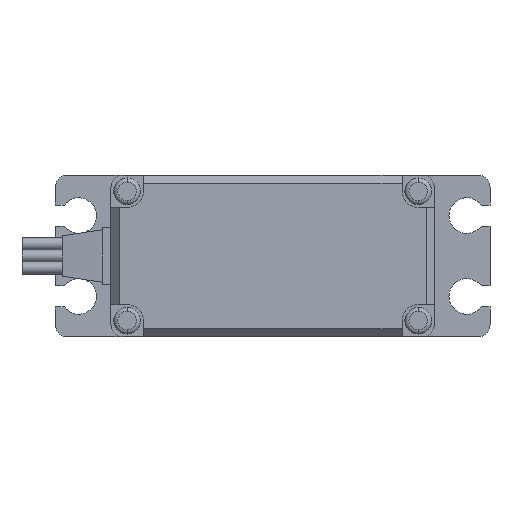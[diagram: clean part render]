
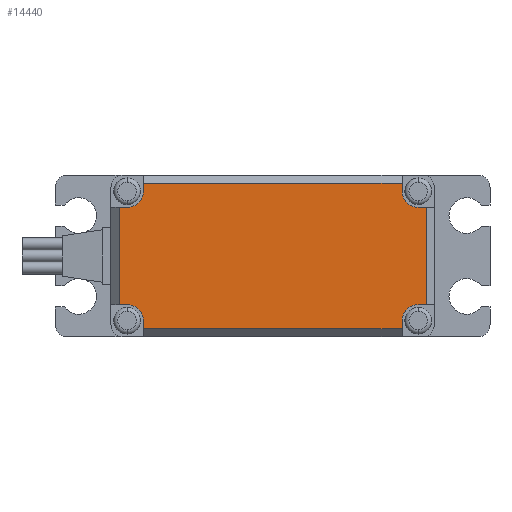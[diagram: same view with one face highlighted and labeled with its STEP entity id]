
A CAD part, front view. The second image highlights one B-rep face of the part: STEP entity #14440.
In plain terms, the highlighted planar face has unit normal (0, -1, 0).
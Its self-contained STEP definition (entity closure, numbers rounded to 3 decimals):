
#44 = EDGE_CURVE ( 'NONE', #177, #2090, #14902, .T. ) ;
#109 = CARTESIAN_POINT ( 'NONE',  ( 18., -27.5, -6. ) ) ;
#177 = VERTEX_POINT ( 'NONE', #17965 ) ;
#308 = AXIS2_PLACEMENT_3D ( 'NONE', #16858, #6400, #7892 ) ;
#473 = CARTESIAN_POINT ( 'NONE',  ( 16., -27.5, -9. ) ) ;
#637 = VECTOR ( 'NONE', #12155, 1000. ) ;
#705 = CIRCLE ( 'NONE', #308, 2. ) ;
#891 = VECTOR ( 'NONE', #12648, 1000. ) ;
#1122 = VERTEX_POINT ( 'NONE', #6321 ) ;
#1161 = LINE ( 'NONE', #14004, #10412 ) ;
#1176 = CIRCLE ( 'NONE', #13546, 2. ) ;
#1406 = LINE ( 'NONE', #6604, #15733 ) ;
#1411 = LINE ( 'NONE', #4137, #3254 ) ;
#1494 = VECTOR ( 'NONE', #18500, 1000. ) ;
#1549 = AXIS2_PLACEMENT_3D ( 'NONE', #14704, #2992, #4545 ) ;
#1723 = VERTEX_POINT ( 'NONE', #3573 ) ;
#1778 = CARTESIAN_POINT ( 'NONE',  ( 19., -27.5, -6. ) ) ;
#2090 = VERTEX_POINT ( 'NONE', #473 ) ;
#2327 = VECTOR ( 'NONE', #12012, 1000. ) ;
#2333 = LINE ( 'NONE', #12852, #8111 ) ;
#2366 = ORIENTED_EDGE ( 'NONE', *, *, #12131, .F. ) ;
#2600 = EDGE_CURVE ( 'NONE', #11846, #1122, #1411, .T. ) ;
#2818 = DIRECTION ( 'NONE',  ( 0., 0., 1. ) ) ;
#2956 = EDGE_CURVE ( 'NONE', #3357, #5737, #11551, .T. ) ;
#2992 = DIRECTION ( 'NONE',  ( 0., -1., 0. ) ) ;
#3123 = CIRCLE ( 'NONE', #12708, 2. ) ;
#3254 = VECTOR ( 'NONE', #6994, 1000. ) ;
#3355 = ORIENTED_EDGE ( 'NONE', *, *, #44, .T. ) ;
#3357 = VERTEX_POINT ( 'NONE', #3667 ) ;
#3410 = LINE ( 'NONE', #17096, #891 ) ;
#3545 = CARTESIAN_POINT ( 'NONE',  ( -16., -27.5, -8. ) ) ;
#3573 = CARTESIAN_POINT ( 'NONE',  ( 19., -27.5, 6. ) ) ;
#3667 = CARTESIAN_POINT ( 'NONE',  ( -18., -27.5, -6. ) ) ;
#4050 = CARTESIAN_POINT ( 'NONE',  ( 18., -27.5, 8. ) ) ;
#4083 = LINE ( 'NONE', #7228, #6396 ) ;
#4116 = CARTESIAN_POINT ( 'NONE',  ( 18., -27.5, -6. ) ) ;
#4137 = CARTESIAN_POINT ( 'NONE',  ( -16., -27.5, 9. ) ) ;
#4268 = VERTEX_POINT ( 'NONE', #13272 ) ;
#4545 = DIRECTION ( 'NONE',  ( 0., 0., 1. ) ) ;
#4762 = VERTEX_POINT ( 'NONE', #3545 ) ;
#4906 = EDGE_CURVE ( 'NONE', #14923, #6689, #1176, .T. ) ;
#5182 = DIRECTION ( 'NONE',  ( 0., 0., -1. ) ) ;
#5243 = CARTESIAN_POINT ( 'NONE',  ( 18., -27.5, -8. ) ) ;
#5383 = EDGE_CURVE ( 'NONE', #11365, #1723, #3410, .T. ) ;
#5501 = ORIENTED_EDGE ( 'NONE', *, *, #2956, .F. ) ;
#5516 = DIRECTION ( 'NONE',  ( 0., 0., -1. ) ) ;
#5622 = ORIENTED_EDGE ( 'NONE', *, *, #17531, .F. ) ;
#5674 = ORIENTED_EDGE ( 'NONE', *, *, #5383, .T. ) ;
#5686 = VERTEX_POINT ( 'NONE', #7464 ) ;
#5725 = LINE ( 'NONE', #7821, #637 ) ;
#5737 = VERTEX_POINT ( 'NONE', #7589 ) ;
#6255 = LINE ( 'NONE', #4116, #9262 ) ;
#6321 = CARTESIAN_POINT ( 'NONE',  ( -16., -27.5, 9. ) ) ;
#6396 = VECTOR ( 'NONE', #2818, 1000. ) ;
#6400 = DIRECTION ( 'NONE',  ( 0., -1., 0. ) ) ;
#6454 = CIRCLE ( 'NONE', #1549, 2. ) ;
#6581 = CARTESIAN_POINT ( 'NONE',  ( -20., -27.5, -6. ) ) ;
#6604 = CARTESIAN_POINT ( 'NONE',  ( 16., -27.5, -10. ) ) ;
#6665 = DIRECTION ( 'NONE',  ( 0., 0., 1. ) ) ;
#6688 = PLANE ( 'NONE',  #13284 ) ;
#6689 = VERTEX_POINT ( 'NONE', #13995 ) ;
#6734 = ORIENTED_EDGE ( 'NONE', *, *, #12813, .F. ) ;
#6870 = ORIENTED_EDGE ( 'NONE', *, *, #14043, .F. ) ;
#6877 = EDGE_CURVE ( 'NONE', #7474, #5686, #3123, .T. ) ;
#6994 = DIRECTION ( 'NONE',  ( -1., 0., 0. ) ) ;
#7228 = CARTESIAN_POINT ( 'NONE',  ( -16., -27.5, 8. ) ) ;
#7230 = DIRECTION ( 'NONE',  ( -1., 0., 0. ) ) ;
#7257 = EDGE_LOOP ( 'NONE', ( #5622, #5674, #12430, #15223, #12358, #8890, #6870, #7372, #6734, #16565, #5501, #14042, #7584, #3355, #2366, #18710 ) ) ;
#7372 = ORIENTED_EDGE ( 'NONE', *, *, #12332, .F. ) ;
#7464 = CARTESIAN_POINT ( 'NONE',  ( 18., -27.5, 6. ) ) ;
#7474 = VERTEX_POINT ( 'NONE', #17488 ) ;
#7584 = ORIENTED_EDGE ( 'NONE', *, *, #17664, .F. ) ;
#7589 = CARTESIAN_POINT ( 'NONE',  ( -19., -27.5, -6. ) ) ;
#7706 = CARTESIAN_POINT ( 'NONE',  ( -16., -27.5, 8. ) ) ;
#7821 = CARTESIAN_POINT ( 'NONE',  ( 20., -27.5, 6. ) ) ;
#7892 = DIRECTION ( 'NONE',  ( 0., 0., -1. ) ) ;
#8061 = DIRECTION ( 'NONE',  ( -1., 0., 0. ) ) ;
#8111 = VECTOR ( 'NONE', #17333, 1000. ) ;
#8630 = DIRECTION ( 'NONE',  ( 0., -1., 0. ) ) ;
#8890 = ORIENTED_EDGE ( 'NONE', *, *, #2600, .T. ) ;
#9181 = VERTEX_POINT ( 'NONE', #10707 ) ;
#9262 = VECTOR ( 'NONE', #7230, 1000. ) ;
#9269 = VECTOR ( 'NONE', #5516, 1000. ) ;
#9974 = CARTESIAN_POINT ( 'NONE',  ( -19., -27.5, -6. ) ) ;
#10412 = VECTOR ( 'NONE', #10822, 1000. ) ;
#10707 = CARTESIAN_POINT ( 'NONE',  ( -18., -27.5, 6. ) ) ;
#10822 = DIRECTION ( 'NONE',  ( 0., 0., 1. ) ) ;
#11365 = VERTEX_POINT ( 'NONE', #1778 ) ;
#11551 = LINE ( 'NONE', #6581, #13425 ) ;
#11563 = CARTESIAN_POINT ( 'NONE',  ( 16., -27.5, -9. ) ) ;
#11846 = VERTEX_POINT ( 'NONE', #13220 ) ;
#12012 = DIRECTION ( 'NONE',  ( 1., 0., 0. ) ) ;
#12024 = VERTEX_POINT ( 'NONE', #7706 ) ;
#12131 = EDGE_CURVE ( 'NONE', #6689, #2090, #1406, .T. ) ;
#12155 = DIRECTION ( 'NONE',  ( 1., 0., 0. ) ) ;
#12243 = EDGE_CURVE ( 'NONE', #4268, #5737, #16183, .T. ) ;
#12332 = EDGE_CURVE ( 'NONE', #9181, #12024, #705, .T. ) ;
#12358 = ORIENTED_EDGE ( 'NONE', *, *, #17439, .F. ) ;
#12430 = ORIENTED_EDGE ( 'NONE', *, *, #18542, .F. ) ;
#12648 = DIRECTION ( 'NONE',  ( 0., 0., 1. ) ) ;
#12708 = AXIS2_PLACEMENT_3D ( 'NONE', #4050, #8630, #15924 ) ;
#12813 = EDGE_CURVE ( 'NONE', #4268, #9181, #18932, .T. ) ;
#12852 = CARTESIAN_POINT ( 'NONE',  ( 16., -27.5, 8. ) ) ;
#13220 = CARTESIAN_POINT ( 'NONE',  ( 16., -27.5, 9. ) ) ;
#13272 = CARTESIAN_POINT ( 'NONE',  ( -19., -27.5, 6. ) ) ;
#13284 = AXIS2_PLACEMENT_3D ( 'NONE', #18322, #15583, #16881 ) ;
#13337 = EDGE_CURVE ( 'NONE', #4762, #3357, #6454, .T. ) ;
#13425 = VECTOR ( 'NONE', #8061, 1000. ) ;
#13546 = AXIS2_PLACEMENT_3D ( 'NONE', #5243, #15496, #6665 ) ;
#13635 = CARTESIAN_POINT ( 'NONE',  ( -20., -27.5, 6. ) ) ;
#13995 = CARTESIAN_POINT ( 'NONE',  ( 16., -27.5, -8. ) ) ;
#14004 = CARTESIAN_POINT ( 'NONE',  ( -16., -27.5, -8. ) ) ;
#14042 = ORIENTED_EDGE ( 'NONE', *, *, #13337, .F. ) ;
#14043 = EDGE_CURVE ( 'NONE', #12024, #1122, #4083, .T. ) ;
#14440 = ADVANCED_FACE ( 'NONE', ( #17003 ), #6688, .T. ) ;
#14704 = CARTESIAN_POINT ( 'NONE',  ( -18., -27.5, -8. ) ) ;
#14902 = LINE ( 'NONE', #11563, #1494 ) ;
#14923 = VERTEX_POINT ( 'NONE', #109 ) ;
#15223 = ORIENTED_EDGE ( 'NONE', *, *, #6877, .F. ) ;
#15496 = DIRECTION ( 'NONE',  ( 0., -1., 0. ) ) ;
#15583 = DIRECTION ( 'NONE',  ( 0., -1., 0. ) ) ;
#15733 = VECTOR ( 'NONE', #5182, 1000. ) ;
#15924 = DIRECTION ( 'NONE',  ( 0., 0., 1. ) ) ;
#16183 = LINE ( 'NONE', #9974, #9269 ) ;
#16565 = ORIENTED_EDGE ( 'NONE', *, *, #12243, .T. ) ;
#16858 = CARTESIAN_POINT ( 'NONE',  ( -18., -27.5, 8. ) ) ;
#16881 = DIRECTION ( 'NONE',  ( 0., 0., -1. ) ) ;
#17003 = FACE_OUTER_BOUND ( 'NONE', #7257, .T. ) ;
#17096 = CARTESIAN_POINT ( 'NONE',  ( 19., -27.5, 6. ) ) ;
#17333 = DIRECTION ( 'NONE',  ( 0., 0., -1. ) ) ;
#17439 = EDGE_CURVE ( 'NONE', #11846, #7474, #2333, .T. ) ;
#17488 = CARTESIAN_POINT ( 'NONE',  ( 16., -27.5, 8. ) ) ;
#17531 = EDGE_CURVE ( 'NONE', #11365, #14923, #6255, .T. ) ;
#17664 = EDGE_CURVE ( 'NONE', #177, #4762, #1161, .T. ) ;
#17965 = CARTESIAN_POINT ( 'NONE',  ( -16., -27.5, -9. ) ) ;
#18322 = CARTESIAN_POINT ( 'NONE',  ( 0., -27.5, 0. ) ) ;
#18500 = DIRECTION ( 'NONE',  ( 1., 0., 0. ) ) ;
#18542 = EDGE_CURVE ( 'NONE', #5686, #1723, #5725, .T. ) ;
#18710 = ORIENTED_EDGE ( 'NONE', *, *, #4906, .F. ) ;
#18932 = LINE ( 'NONE', #13635, #2327 ) ;
